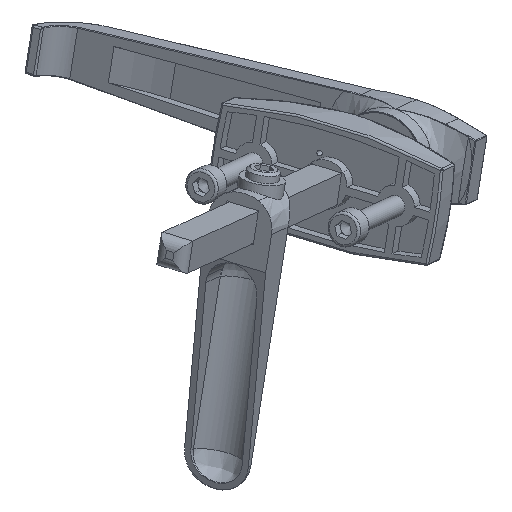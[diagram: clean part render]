
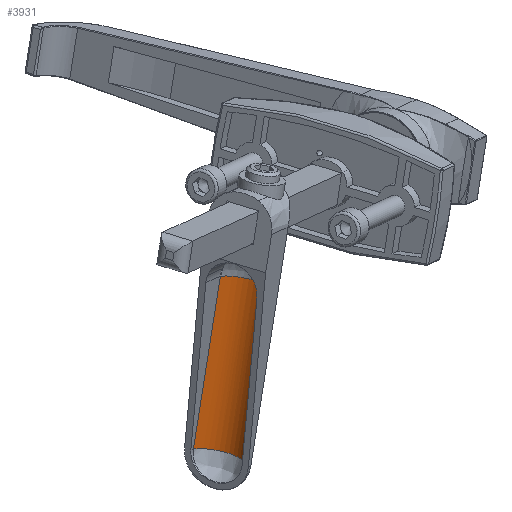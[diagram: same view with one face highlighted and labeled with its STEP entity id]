
A CAD part, front view. The second image highlights one B-rep face of the part: STEP entity #3931.
In plain terms, the highlighted cylindrical face has radius 7.82 mm (diameter 15.64 mm), a partial arc.
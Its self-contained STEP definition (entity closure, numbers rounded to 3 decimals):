
#401=FACE_OUTER_BOUND('',#650,.T.);
#650=EDGE_LOOP('',(#3424,#3425,#3426,#3427,#3428));
#874=CIRCLE('',#4345,7.82);
#877=CIRCLE('',#4349,7.82);
#878=CIRCLE('',#4350,7.82);
#1119=LINE('',#9375,#1415);
#1120=LINE('',#9378,#1416);
#1415=VECTOR('',#5309,1000.);
#1416=VECTOR('',#5312,1000.);
#1877=VERTEX_POINT('',#9364);
#1878=VERTEX_POINT('',#9366);
#1880=VERTEX_POINT('',#9372);
#1881=VERTEX_POINT('',#9373);
#1882=VERTEX_POINT('',#9376);
#2429=EDGE_CURVE('',#1878,#1877,#874,.T.);
#2432=EDGE_CURVE('',#1880,#1881,#877,.T.);
#2433=EDGE_CURVE('',#1880,#1878,#1119,.T.);
#2434=EDGE_CURVE('',#1877,#1882,#878,.T.);
#2435=EDGE_CURVE('',#1882,#1881,#1120,.T.);
#3424=ORIENTED_EDGE('',*,*,#2432,.F.);
#3425=ORIENTED_EDGE('',*,*,#2433,.T.);
#3426=ORIENTED_EDGE('',*,*,#2429,.T.);
#3427=ORIENTED_EDGE('',*,*,#2434,.T.);
#3428=ORIENTED_EDGE('',*,*,#2435,.T.);
#3742=CYLINDRICAL_SURFACE('',#4348,7.82);
#3931=ADVANCED_FACE('',(#401),#3742,.F.);
#4345=AXIS2_PLACEMENT_3D('',#9367,#5299,#5300);
#4348=AXIS2_PLACEMENT_3D('',#9371,#5305,#5306);
#4349=AXIS2_PLACEMENT_3D('',#9374,#5307,#5308);
#4350=AXIS2_PLACEMENT_3D('',#9377,#5310,#5311);
#5299=DIRECTION('center_axis',(0.146,-0.302,0.942));
#5300=DIRECTION('ref_axis',(-0.879,0.397,0.264));
#5305=DIRECTION('center_axis',(0.146,-0.302,0.942));
#5306=DIRECTION('ref_axis',(-0.879,0.397,0.264));
#5307=DIRECTION('center_axis',(0.146,-0.302,0.942));
#5308=DIRECTION('ref_axis',(-0.879,0.397,0.264));
#5309=DIRECTION('',(0.146,-0.302,0.942));
#5310=DIRECTION('center_axis',(0.146,-0.302,0.942));
#5311=DIRECTION('ref_axis',(-0.879,0.397,0.264));
#5312=DIRECTION('',(-0.146,0.302,-0.942));
#9364=CARTESIAN_POINT('',(335.855,29.43,-101.331));
#9366=CARTESIAN_POINT('',(347.612,23.857,-104.949));
#9367=CARTESIAN_POINT('Origin',(339.88,23.254,-103.94));
#9371=CARTESIAN_POINT('Origin',(339.88,23.254,-103.94));
#9372=CARTESIAN_POINT('',(341.313,36.861,-145.448));
#9373=CARTESIAN_POINT('',(329.316,42.277,-141.844));
#9374=CARTESIAN_POINT('Origin',(333.582,36.259,-144.439));
#9375=CARTESIAN_POINT('',(347.612,23.857,-104.949));
#9376=CARTESIAN_POINT('',(335.615,29.272,-101.344));
#9377=CARTESIAN_POINT('Origin',(339.88,23.254,-103.94));
#9378=CARTESIAN_POINT('',(335.615,29.272,-101.344));
